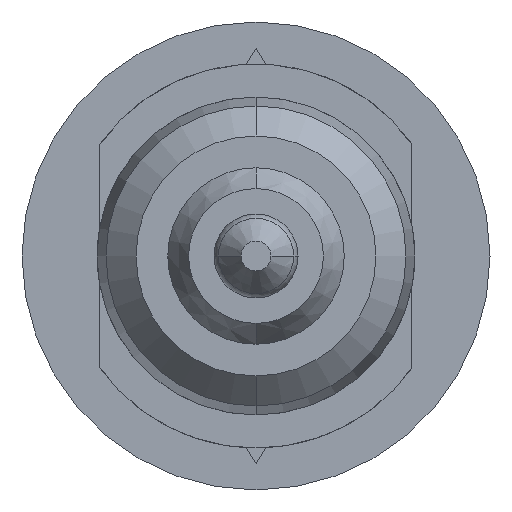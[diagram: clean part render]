
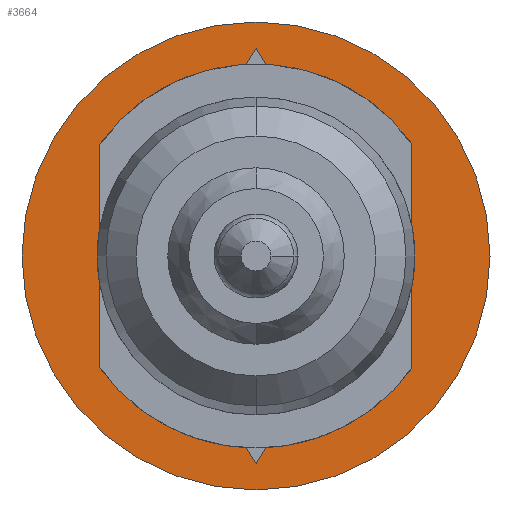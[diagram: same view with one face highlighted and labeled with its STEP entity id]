
A CAD part, front view. The second image highlights one B-rep face of the part: STEP entity #3664.
In plain terms, the highlighted planar face has unit normal (0, -1, 0).
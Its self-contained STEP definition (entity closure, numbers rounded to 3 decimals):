
#168 = ORIENTED_EDGE ( 'NONE', *, *, #2048, .F. ) ;
#709 = LINE ( 'NONE', #3110, #1972 ) ;
#797 = DIRECTION ( 'NONE',  ( 0., -1., 0. ) ) ;
#808 = FACE_OUTER_BOUND ( 'NONE', #1543, .T. ) ;
#833 = CARTESIAN_POINT ( 'NONE',  ( 1.95, 33.4, 0. ) ) ;
#876 = AXIS2_PLACEMENT_3D ( 'NONE', #1529, #1079, #1881 ) ;
#939 = CARTESIAN_POINT ( 'NONE',  ( 0., 33.4, 0. ) ) ;
#1079 = DIRECTION ( 'NONE',  ( 0., -1., 0. ) ) ;
#1212 = DIRECTION ( 'NONE',  ( 0., 0., -1. ) ) ;
#1273 = ORIENTED_EDGE ( 'NONE', *, *, #5312, .T. ) ;
#1383 = EDGE_CURVE ( 'Defeature ausgef�hrt1_42+Defeature ausgef�hrt1_39+Defeature ausgef�hrt1_43+Defeature ausgef�hrt1_45', #2453, #3989, #709, .T. ) ;
#1423 = DIRECTION ( 'NONE',  ( 0., -1., 0. ) ) ;
#1461 = VERTEX_POINT ( 'NONE', #833 ) ;
#1529 = CARTESIAN_POINT ( 'NONE',  ( 0., 33.4, 0. ) ) ;
#1534 = VECTOR ( 'NONE', #1772, 1000. ) ;
#1543 = EDGE_LOOP ( 'NONE', ( #1273, #3340 ) ) ;
#1637 = LINE ( 'NONE', #4424, #5374 ) ;
#1662 = CARTESIAN_POINT ( 'NONE',  ( 0., 33.4, 1.728 ) ) ;
#1772 = DIRECTION ( 'NONE',  ( 0.53, 0., -0.848 ) ) ;
#1881 = DIRECTION ( 'NONE',  ( 0., 0., -1. ) ) ;
#1972 = VECTOR ( 'NONE', #3181, 1000. ) ;
#2048 = EDGE_CURVE ( 'Defeature ausgef�hrt1_45+Defeature ausgef�hrt1_39+Defeature ausgef�hrt1_42+Defeature ausgef�hrt1_44', #3989, #4486, #1637, .T. ) ;
#2453 = VERTEX_POINT ( 'NONE', #5347 ) ;
#2719 = VECTOR ( 'NONE', #4592, 1000. ) ;
#2730 = DIRECTION ( 'NONE',  ( -0.53, 0., -0.848 ) ) ;
#2767 = PLANE ( 'NONE',  #876 ) ;
#3013 = CIRCLE ( 'NONE', #4661, 1.95 ) ;
#3065 = CARTESIAN_POINT ( 'NONE',  ( -1.08, 33.4, 0. ) ) ;
#3110 = CARTESIAN_POINT ( 'NONE',  ( 1.08, 33.4, 0. ) ) ;
#3179 = VERTEX_POINT ( 'NONE', #5252 ) ;
#3181 = DIRECTION ( 'NONE',  ( -0.53, 0., 0.848 ) ) ;
#3336 = CIRCLE ( 'NONE', #3498, 1.95 ) ;
#3340 = ORIENTED_EDGE ( 'NONE', *, *, #5050, .T. ) ;
#3355 = EDGE_CURVE ( 'Defeature ausgef�hrt1_43+Defeature ausgef�hrt1_39+Defeature ausgef�hrt1_44+Defeature ausgef�hrt1_42', #5392, #2453, #4540, .T. ) ;
#3498 = AXIS2_PLACEMENT_3D ( 'NONE', #939, #1423, #5189 ) ;
#3664 = ADVANCED_FACE ( 'Defeature ausgef�hrt1_39', ( #4134, #808 ), #2767, .T. ) ;
#3739 = CARTESIAN_POINT ( 'NONE',  ( 0., 33.4, 0. ) ) ;
#3747 = LINE ( 'NONE', #3065, #1534 ) ;
#3749 = ORIENTED_EDGE ( 'NONE', *, *, #3355, .F. ) ;
#3804 = CARTESIAN_POINT ( 'NONE',  ( -1.08, 33.4, 0. ) ) ;
#3989 = VERTEX_POINT ( 'NONE', #1662 ) ;
#4035 = ORIENTED_EDGE ( 'NONE', *, *, #4663, .F. ) ;
#4134 = FACE_BOUND ( 'NONE', #4748, .T. ) ;
#4184 = CARTESIAN_POINT ( 'NONE',  ( 0., 33.4, -1.728 ) ) ;
#4424 = CARTESIAN_POINT ( 'NONE',  ( 0., 33.4, 1.728 ) ) ;
#4486 = VERTEX_POINT ( 'NONE', #3804 ) ;
#4540 = LINE ( 'NONE', #5002, #2719 ) ;
#4592 = DIRECTION ( 'NONE',  ( 0.53, 0., 0.848 ) ) ;
#4661 = AXIS2_PLACEMENT_3D ( 'NONE', #3739, #797, #1212 ) ;
#4663 = EDGE_CURVE ( 'Defeature ausgef�hrt1_44+Defeature ausgef�hrt1_39+Defeature ausgef�hrt1_45+Defeature ausgef�hrt1_43', #4486, #5392, #3747, .T. ) ;
#4748 = EDGE_LOOP ( 'NONE', ( #3749, #4035, #168, #4878 ) ) ;
#4878 = ORIENTED_EDGE ( 'NONE', *, *, #1383, .F. ) ;
#5002 = CARTESIAN_POINT ( 'NONE',  ( 0., 33.4, -1.728 ) ) ;
#5050 = EDGE_CURVE ( 'Defeature ausgef�hrt1_39+Defeature ausgef�hrt1_48+Defeature ausgef�hrt1_48+Defeature ausgef�hrt1_48', #1461, #3179, #3336, .T. ) ;
#5189 = DIRECTION ( 'NONE',  ( 0., 0., -1. ) ) ;
#5252 = CARTESIAN_POINT ( 'NONE',  ( -1.95, 33.4, 0. ) ) ;
#5312 = EDGE_CURVE ( 'Defeature ausgef�hrt1_39+Defeature ausgef�hrt1_48+Defeature ausgef�hrt1_48+Defeature ausgef�hrt1_48', #3179, #1461, #3013, .T. ) ;
#5347 = CARTESIAN_POINT ( 'NONE',  ( 1.08, 33.4, 0. ) ) ;
#5374 = VECTOR ( 'NONE', #2730, 1000. ) ;
#5392 = VERTEX_POINT ( 'NONE', #4184 ) ;
